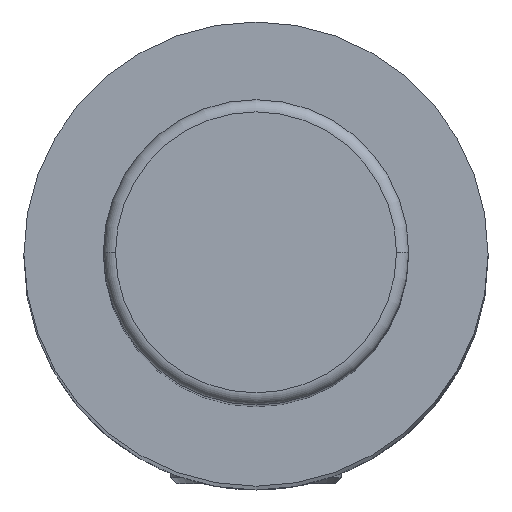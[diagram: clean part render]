
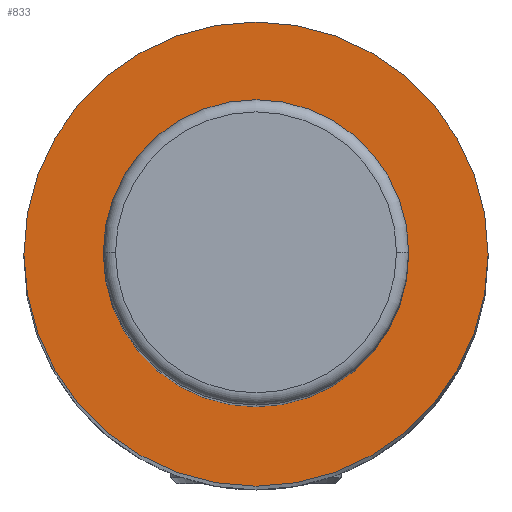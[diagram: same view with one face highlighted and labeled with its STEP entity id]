
A CAD part, top view. The second image highlights one B-rep face of the part: STEP entity #833.
In plain terms, the highlighted planar face has unit normal (0, 0, 1).
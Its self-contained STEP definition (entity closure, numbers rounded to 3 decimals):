
#7 = DIRECTION ( 'NONE',  ( -1., 0., 0. ) ) ;
#45 = DIRECTION ( 'NONE',  ( -1., 0., 0. ) ) ;
#70 = CARTESIAN_POINT ( 'NONE',  ( -12.5, 0., 178. ) ) ;
#143 = EDGE_CURVE ( 'NONE', #714, #346, #1378, .T. ) ;
#168 = CARTESIAN_POINT ( 'NONE',  ( -12.5, 0., 178. ) ) ;
#346 = VERTEX_POINT ( 'NONE', #1373 ) ;
#356 = AXIS2_PLACEMENT_3D ( 'NONE', #2311, #1169, #7 ) ;
#448 = ORIENTED_EDGE ( 'NONE', *, *, #871, .F. ) ;
#598 = DIRECTION ( 'NONE',  ( -1., 0., 0. ) ) ;
#603 = AXIS2_PLACEMENT_3D ( 'NONE', #2342, #1211, #45 ) ;
#607 = DIRECTION ( 'NONE',  ( 0., 0., -1. ) ) ;
#620 = CARTESIAN_POINT ( 'NONE',  ( 0., 0., 178. ) ) ;
#714 = VERTEX_POINT ( 'NONE', #70 ) ;
#782 = CARTESIAN_POINT ( 'NONE',  ( 0., 0., 178. ) ) ;
#833 = ADVANCED_FACE ( 'NONE', ( #867, #1835 ), #2114, .T. ) ;
#867 = FACE_BOUND ( 'NONE', #2242, .T. ) ;
#871 = EDGE_CURVE ( 'NONE', #1973, #1494, #1278, .T. ) ;
#913 = EDGE_CURVE ( 'NONE', #346, #714, #1086, .T. ) ;
#990 = DIRECTION ( 'NONE',  ( -1., 0., 0. ) ) ;
#1086 = CIRCLE ( 'NONE', #603, 12.5 ) ;
#1156 = DIRECTION ( 'NONE',  ( 1., 0., 0. ) ) ;
#1169 = DIRECTION ( 'NONE',  ( 0., 0., -1. ) ) ;
#1211 = DIRECTION ( 'NONE',  ( 0., 0., -1. ) ) ;
#1278 = CIRCLE ( 'NONE', #2334, 19. ) ;
#1373 = CARTESIAN_POINT ( 'NONE',  ( 12.5, 0., 178. ) ) ;
#1378 = CIRCLE ( 'NONE', #2350, 12.5 ) ;
#1410 = ORIENTED_EDGE ( 'NONE', *, *, #143, .T. ) ;
#1422 = CARTESIAN_POINT ( 'NONE',  ( -19., 0., 178. ) ) ;
#1494 = VERTEX_POINT ( 'NONE', #1422 ) ;
#1581 = CARTESIAN_POINT ( 'NONE',  ( 19., 0., 178. ) ) ;
#1598 = ORIENTED_EDGE ( 'NONE', *, *, #2253, .F. ) ;
#1835 = FACE_OUTER_BOUND ( 'NONE', #2323, .T. ) ;
#1906 = CIRCLE ( 'NONE', #356, 19. ) ;
#1950 = AXIS2_PLACEMENT_3D ( 'NONE', #168, #2299, #1156 ) ;
#1973 = VERTEX_POINT ( 'NONE', #1581 ) ;
#2114 = PLANE ( 'NONE',  #1950 ) ;
#2145 = DIRECTION ( 'NONE',  ( 0., 0., -1. ) ) ;
#2242 = EDGE_LOOP ( 'NONE', ( #1410, #2432 ) ) ;
#2253 = EDGE_CURVE ( 'NONE', #1494, #1973, #1906, .T. ) ;
#2299 = DIRECTION ( 'NONE',  ( 0., 0., 1. ) ) ;
#2311 = CARTESIAN_POINT ( 'NONE',  ( 0., 0., 178. ) ) ;
#2323 = EDGE_LOOP ( 'NONE', ( #1598, #448 ) ) ;
#2334 = AXIS2_PLACEMENT_3D ( 'NONE', #782, #2145, #990 ) ;
#2342 = CARTESIAN_POINT ( 'NONE',  ( 0., 0., 178. ) ) ;
#2350 = AXIS2_PLACEMENT_3D ( 'NONE', #620, #607, #598 ) ;
#2432 = ORIENTED_EDGE ( 'NONE', *, *, #913, .T. ) ;
